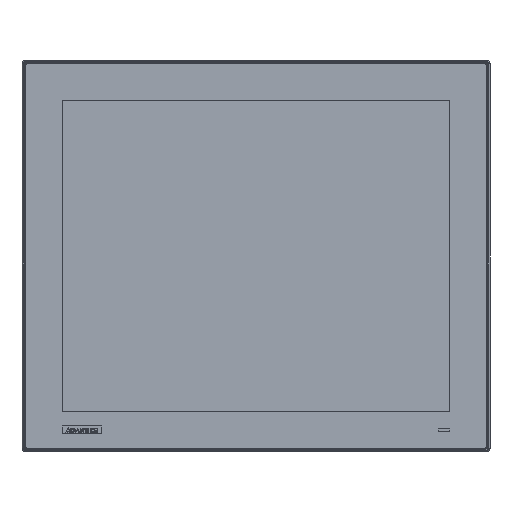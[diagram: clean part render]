
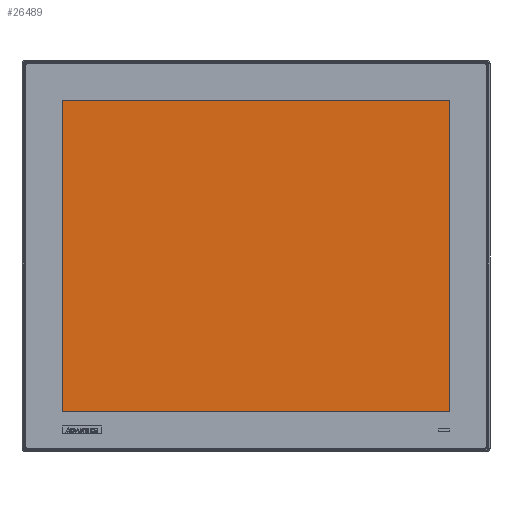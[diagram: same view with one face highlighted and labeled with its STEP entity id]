
A CAD part, top view. The second image highlights one B-rep face of the part: STEP entity #26489.
In plain terms, the highlighted planar face has unit normal (0, 0, 1).
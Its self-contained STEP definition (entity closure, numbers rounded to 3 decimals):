
#135 = EDGE_CURVE ( 'NONE', #17386, #36083, #44429, .T. ) ;
#240 = ORIENTED_EDGE ( 'NONE', *, *, #23597, .T. ) ;
#1522 = VECTOR ( 'NONE', #47770, 1000. ) ;
#2632 = CARTESIAN_POINT ( 'NONE',  ( -169.95, 136.45, 2.5 ) ) ;
#6091 = CARTESIAN_POINT ( 'NONE',  ( -169.95, -136.45, 2.5 ) ) ;
#6992 = DIRECTION ( 'NONE',  ( 0., 1., 0. ) ) ;
#7804 = CARTESIAN_POINT ( 'NONE',  ( -169.95, -136.45, 2.5 ) ) ;
#9565 = CARTESIAN_POINT ( 'NONE',  ( 169.95, 136.45, 2.5 ) ) ;
#11642 = LINE ( 'NONE', #38212, #14042 ) ;
#14042 = VECTOR ( 'NONE', #21051, 1000. ) ;
#14955 = DIRECTION ( 'NONE',  ( -1., 0., 0. ) ) ;
#15970 = ORIENTED_EDGE ( 'NONE', *, *, #47522, .T. ) ;
#17386 = VERTEX_POINT ( 'NONE', #9565 ) ;
#20628 = ORIENTED_EDGE ( 'NONE', *, *, #135, .T. ) ;
#21051 = DIRECTION ( 'NONE',  ( 1., 0., 0. ) ) ;
#22165 = CARTESIAN_POINT ( 'NONE',  ( 169.95, -136.45, 2.5 ) ) ;
#23103 = VECTOR ( 'NONE', #14955, 1000. ) ;
#23597 = EDGE_CURVE ( 'NONE', #34887, #17386, #33016, .T. ) ;
#24638 = VECTOR ( 'NONE', #6992, 1000. ) ;
#25260 = DIRECTION ( 'NONE',  ( 0., 0., 1. ) ) ;
#26489 = ADVANCED_FACE ( 'NONE', ( #29543 ), #46983, .T. ) ;
#27661 = EDGE_LOOP ( 'NONE', ( #35893, #15970, #240, #20628 ) ) ;
#29543 = FACE_OUTER_BOUND ( 'NONE', #27661, .T. ) ;
#30324 = EDGE_CURVE ( 'NONE', #36083, #40150, #51788, .T. ) ;
#33016 = LINE ( 'NONE', #50458, #24638 ) ;
#34887 = VERTEX_POINT ( 'NONE', #22165 ) ;
#35123 = AXIS2_PLACEMENT_3D ( 'NONE', #7804, #25260, #51565 ) ;
#35893 = ORIENTED_EDGE ( 'NONE', *, *, #30324, .T. ) ;
#36083 = VERTEX_POINT ( 'NONE', #2632 ) ;
#38212 = CARTESIAN_POINT ( 'NONE',  ( -169.95, -136.45, 2.5 ) ) ;
#40150 = VERTEX_POINT ( 'NONE', #6091 ) ;
#44146 = CARTESIAN_POINT ( 'NONE',  ( -169.95, 136.45, 2.5 ) ) ;
#44429 = LINE ( 'NONE', #44146, #23103 ) ;
#46983 = PLANE ( 'NONE',  #35123 ) ;
#47522 = EDGE_CURVE ( 'NONE', #40150, #34887, #11642, .T. ) ;
#47770 = DIRECTION ( 'NONE',  ( 0., -1., 0. ) ) ;
#50458 = CARTESIAN_POINT ( 'NONE',  ( 169.95, 136.45, 2.5 ) ) ;
#51218 = CARTESIAN_POINT ( 'NONE',  ( -169.95, 136.45, 2.5 ) ) ;
#51565 = DIRECTION ( 'NONE',  ( 1., 0., 0. ) ) ;
#51788 = LINE ( 'NONE', #51218, #1522 ) ;
